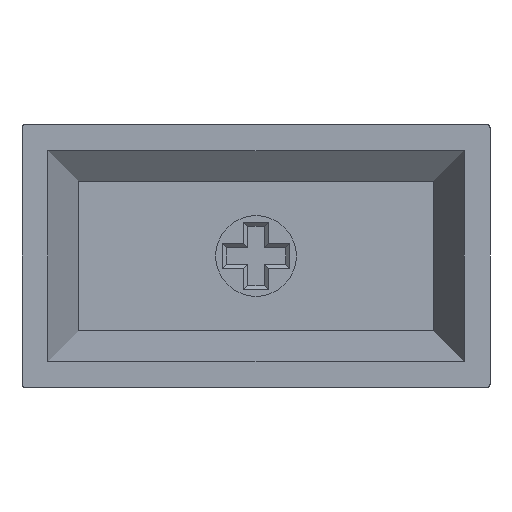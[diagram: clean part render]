
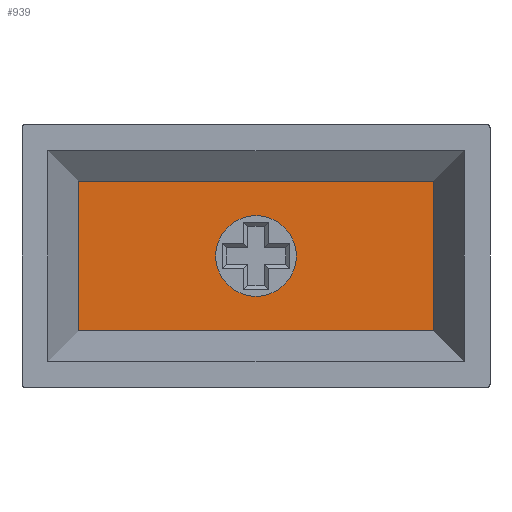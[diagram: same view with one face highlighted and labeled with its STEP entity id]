
A CAD part, front view. The second image highlights one B-rep face of the part: STEP entity #939.
In plain terms, the highlighted planar face has unit normal (0, -1, 0).
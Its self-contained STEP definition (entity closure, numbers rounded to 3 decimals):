
#54=FACE_BOUND('',#176,.T.);
#57=CIRCLE('',#977,2.8);
#119=FACE_OUTER_BOUND('',#175,.T.);
#175=EDGE_LOOP('',(#814,#815,#816,#817));
#176=EDGE_LOOP('',(#818));
#253=LINE('',#1392,#349);
#267=LINE('',#2185,#363);
#271=LINE('',#2472,#367);
#272=LINE('',#2473,#368);
#349=VECTOR('',#1156,10.);
#363=VECTOR('',#1200,10.);
#367=VECTOR('',#1208,10.);
#368=VECTOR('',#1209,10.);
#414=VERTEX_POINT('',#1362);
#425=VERTEX_POINT('',#1389);
#426=VERTEX_POINT('',#1391);
#452=VERTEX_POINT('',#2184);
#456=VERTEX_POINT('',#2471);
#522=EDGE_CURVE('',#414,#414,#57,.T.);
#535=EDGE_CURVE('',#425,#426,#253,.T.);
#574=EDGE_CURVE('',#426,#452,#267,.T.);
#581=EDGE_CURVE('',#456,#425,#271,.T.);
#582=EDGE_CURVE('',#452,#456,#272,.T.);
#814=ORIENTED_EDGE('',*,*,#581,.F.);
#815=ORIENTED_EDGE('',*,*,#582,.F.);
#816=ORIENTED_EDGE('',*,*,#574,.F.);
#817=ORIENTED_EDGE('',*,*,#535,.F.);
#818=ORIENTED_EDGE('',*,*,#522,.T.);
#887=PLANE('',#1002);
#939=ADVANCED_FACE('',(#119,#54),#887,.F.);
#977=AXIS2_PLACEMENT_3D('',#1363,#1130,#1131);
#1002=AXIS2_PLACEMENT_3D('',#2470,#1206,#1207);
#1130=DIRECTION('center_axis',(0.,1.,0.));
#1131=DIRECTION('ref_axis',(1.,0.,0.));
#1156=DIRECTION('',(0.,0.,1.));
#1200=DIRECTION('',(1.,0.,0.));
#1206=DIRECTION('center_axis',(0.,1.,0.));
#1207=DIRECTION('ref_axis',(0.,0.,1.));
#1208=DIRECTION('',(-1.,0.,0.));
#1209=DIRECTION('',(0.,0.,-1.));
#1362=CARTESIAN_POINT('',(-12.3,5.7,0.));
#1363=CARTESIAN_POINT('Origin',(-9.5,5.7,0.));
#1389=CARTESIAN_POINT('',(-21.825,5.7,-5.2));
#1391=CARTESIAN_POINT('',(-21.825,5.7,5.2));
#1392=CARTESIAN_POINT('',(-21.825,5.7,-5.2));
#2184=CARTESIAN_POINT('',(2.825,5.7,5.2));
#2185=CARTESIAN_POINT('',(-7.575,5.7,5.2));
#2470=CARTESIAN_POINT('Origin',(-2.375,5.7,0.));
#2471=CARTESIAN_POINT('',(2.825,5.7,-5.2));
#2472=CARTESIAN_POINT('',(2.825,5.7,-5.2));
#2473=CARTESIAN_POINT('',(2.825,5.7,5.2));
